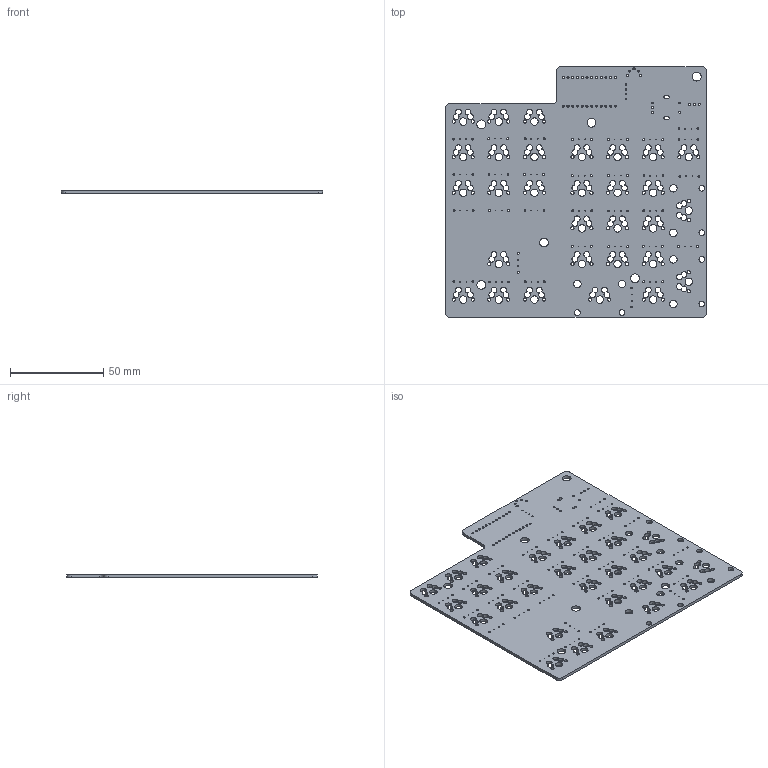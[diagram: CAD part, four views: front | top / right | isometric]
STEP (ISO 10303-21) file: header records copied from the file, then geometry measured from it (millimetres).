
FILE_DESCRIPTION(('KiCad electronic assembly'),'2;1');
FILE_NAME('MigitePad.step','2020-03-16T19:51:31',('An Author'),( 'A Company'),'Open CASCADE STEP processor 6.9', 'KiCad to STEP converter','Unknown');
FILE_SCHEMA(('AUTOMOTIVE_DESIGN { 1 0 10303 214 1 1 1 1 }'));
Length unit declared in the file: millimetre
Products named in the file (2): Open CASCADE STEP translator 6.9 1; COMPOUND
Assembly tree (1 placements, depth 2):
  Open CASCADE STEP translator 6.9 1
    COMPOUND
Bounding box: 139.7 x 134.14 x 1.6 mm (x, y, z)
Volume: 25310 mm3; surface area: 36292.4 mm2
Topology: 1 solids, 1 shells, 596 faces, 1782 edges, 1188 vertices
Faces by surface type: cylinder 583, plane 13
Full cylindrical faces by diameter (mm): 0.01 x60, 0.4 x62, 0.813 x4, 0.99 x2, 1 x70, 1.1 x24, 1.2 x1, 1.3 x2, 1.75 x60, 3.048 x6, 3.988 x36, 4.7 x6
Entity records: 45345 total; most frequent: DIRECTION 7468, CARTESIAN_POINT 7372, ORIENTED_EDGE 3564, PCURVE 3564, DEFINITIONAL_REPRESENTATION 3564, LINE 2774, VECTOR 2774, CIRCLE 2332
